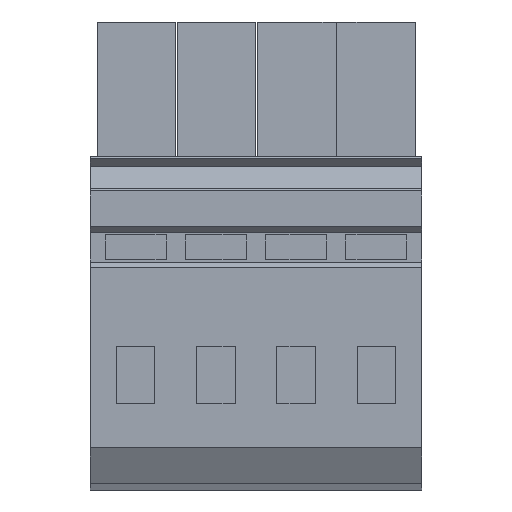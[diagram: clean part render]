
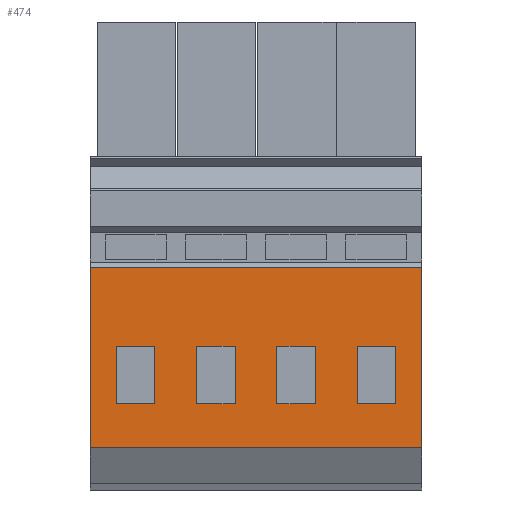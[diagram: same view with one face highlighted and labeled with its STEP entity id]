
A CAD part, front view. The second image highlights one B-rep face of the part: STEP entity #474.
In plain terms, the highlighted planar face has unit normal (0, -1, 0).
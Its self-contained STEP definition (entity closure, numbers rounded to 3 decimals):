
#474=ADVANCED_FACE('',(#1304,#1305,#1306,#1307,#1308),#1309,.T.);
#1304=FACE_BOUND('',#2505,.T.);
#1305=FACE_BOUND('',#2506,.T.);
#1306=FACE_BOUND('',#2507,.T.);
#1307=FACE_BOUND('',#2508,.T.);
#1308=FACE_OUTER_BOUND('',#2509,.T.);
#1309=PLANE('',#2510);
#2505=EDGE_LOOP('',(#3953,#3954,#3955,#3956));
#2506=EDGE_LOOP('',(#3957,#3958,#3959,#3960));
#2507=EDGE_LOOP('',(#3961,#3962,#3963,#3964));
#2508=EDGE_LOOP('',(#3965,#3966,#3967,#3968));
#2509=EDGE_LOOP('',(#3969,#3970,#3971,#3972));
#2510=AXIS2_PLACEMENT_3D('',#3973,#3974,#3975);
#3953=ORIENTED_EDGE('',*,*,#7582,.F.);
#3954=ORIENTED_EDGE('',*,*,#7583,.F.);
#3955=ORIENTED_EDGE('',*,*,#7584,.F.);
#3956=ORIENTED_EDGE('',*,*,#7585,.F.);
#3957=ORIENTED_EDGE('',*,*,#7586,.F.);
#3958=ORIENTED_EDGE('',*,*,#7523,.F.);
#3959=ORIENTED_EDGE('',*,*,#7587,.F.);
#3960=ORIENTED_EDGE('',*,*,#7588,.F.);
#3961=ORIENTED_EDGE('',*,*,#7589,.F.);
#3962=ORIENTED_EDGE('',*,*,#7590,.F.);
#3963=ORIENTED_EDGE('',*,*,#7533,.F.);
#3964=ORIENTED_EDGE('',*,*,#7591,.F.);
#3965=ORIENTED_EDGE('',*,*,#7592,.F.);
#3966=ORIENTED_EDGE('',*,*,#7593,.F.);
#3967=ORIENTED_EDGE('',*,*,#7594,.F.);
#3968=ORIENTED_EDGE('',*,*,#7595,.F.);
#3969=ORIENTED_EDGE('',*,*,#7596,.F.);
#3970=ORIENTED_EDGE('',*,*,#7597,.T.);
#3971=ORIENTED_EDGE('',*,*,#7598,.T.);
#3972=ORIENTED_EDGE('',*,*,#7599,.F.);
#3973=CARTESIAN_POINT('',(0.,0.,6.25));
#3974=DIRECTION('',(0.0,-1.0,0.));
#3975=DIRECTION('',(0.0,0.,1.0));
#7523=EDGE_CURVE('',#9055,#9050,#9057,.T.);
#7533=EDGE_CURVE('',#9073,#9068,#9075,.T.);
#7582=EDGE_CURVE('',#9146,#9147,#9148,.T.);
#7583=EDGE_CURVE('',#9149,#9146,#9150,.T.);
#7584=EDGE_CURVE('',#9151,#9149,#9152,.T.);
#7585=EDGE_CURVE('',#9147,#9151,#9153,.T.);
#7586=EDGE_CURVE('',#9050,#9154,#9155,.T.);
#7587=EDGE_CURVE('',#9156,#9055,#9157,.T.);
#7588=EDGE_CURVE('',#9154,#9156,#9158,.T.);
#7589=EDGE_CURVE('',#9159,#9160,#9161,.T.);
#7590=EDGE_CURVE('',#9068,#9159,#9162,.T.);
#7591=EDGE_CURVE('',#9160,#9073,#9163,.T.);
#7592=EDGE_CURVE('',#9164,#9165,#9166,.T.);
#7593=EDGE_CURVE('',#9167,#9164,#9168,.T.);
#7594=EDGE_CURVE('',#9169,#9167,#9170,.T.);
#7595=EDGE_CURVE('',#9165,#9169,#9171,.T.);
#7596=EDGE_CURVE('',#9172,#9173,#9174,.T.);
#7597=EDGE_CURVE('',#9172,#9175,#9176,.T.);
#7598=EDGE_CURVE('',#9175,#9177,#9178,.T.);
#7599=EDGE_CURVE('',#9173,#9177,#9179,.T.);
#9050=VERTEX_POINT('',#11350);
#9055=VERTEX_POINT('',#11357);
#9057=LINE('',#11360,#11361);
#9068=VERTEX_POINT('',#11376);
#9073=VERTEX_POINT('',#11383);
#9075=LINE('',#11386,#11387);
#9146=VERTEX_POINT('',#11488);
#9147=VERTEX_POINT('',#11489);
#9148=LINE('',#11490,#11491);
#9149=VERTEX_POINT('',#11492);
#9150=LINE('',#11493,#11494);
#9151=VERTEX_POINT('',#11495);
#9152=LINE('',#11496,#11497);
#9153=LINE('',#11498,#11499);
#9154=VERTEX_POINT('',#11500);
#9155=LINE('',#11501,#11502);
#9156=VERTEX_POINT('',#11503);
#9157=LINE('',#11504,#11505);
#9158=LINE('',#11506,#11507);
#9159=VERTEX_POINT('',#11508);
#9160=VERTEX_POINT('',#11509);
#9161=LINE('',#11510,#11511);
#9162=LINE('',#11512,#11513);
#9163=LINE('',#11514,#11515);
#9164=VERTEX_POINT('',#11516);
#9165=VERTEX_POINT('',#11517);
#9166=LINE('',#11518,#11519);
#9167=VERTEX_POINT('',#11520);
#9168=LINE('',#11521,#11522);
#9169=VERTEX_POINT('',#11523);
#9170=LINE('',#11524,#11525);
#9171=LINE('',#11526,#11527);
#9172=VERTEX_POINT('',#11528);
#9173=VERTEX_POINT('',#11529);
#9174=LINE('',#11530,#11531);
#9175=VERTEX_POINT('',#11532);
#9176=LINE('',#11533,#11534);
#9177=VERTEX_POINT('',#11535);
#9178=LINE('',#11536,#11537);
#9179=LINE('',#11538,#11539);
#11350=CARTESIAN_POINT('',(21.5,0.,21.331));
#11357=CARTESIAN_POINT('',(21.5,0.,12.786));
#11360=CARTESIAN_POINT('',(21.5,0.,44.528));
#11361=VECTOR('',#14435,1.0);
#11376=CARTESIAN_POINT('',(33.4,0.,12.786));
#11383=CARTESIAN_POINT('',(27.7,0.,12.786));
#11386=CARTESIAN_POINT('',(0.,0.,12.786));
#11387=VECTOR('',#14443,1.0);
#11488=CARTESIAN_POINT('',(3.9,0.,21.331));
#11489=CARTESIAN_POINT('',(3.9,0.,12.786));
#11490=CARTESIAN_POINT('',(3.9,0.,44.528));
#11491=VECTOR('',#14489,1.0);
#11492=CARTESIAN_POINT('',(9.6,0.,21.331));
#11493=CARTESIAN_POINT('',(0.,0.,21.331));
#11494=VECTOR('',#14490,1.0);
#11495=CARTESIAN_POINT('',(9.6,0.,12.786));
#11496=CARTESIAN_POINT('',(9.6,0.,44.528));
#11497=VECTOR('',#14491,1.0);
#11498=CARTESIAN_POINT('',(0.,0.,12.786));
#11499=VECTOR('',#14492,1.0);
#11500=CARTESIAN_POINT('',(15.8,0.,21.331));
#11501=CARTESIAN_POINT('',(0.,0.,21.331));
#11502=VECTOR('',#14493,1.0);
#11503=CARTESIAN_POINT('',(15.8,0.,12.786));
#11504=CARTESIAN_POINT('',(0.,0.,12.786));
#11505=VECTOR('',#14494,1.0);
#11506=CARTESIAN_POINT('',(15.8,0.,44.528));
#11507=VECTOR('',#14495,1.0);
#11508=CARTESIAN_POINT('',(33.4,0.,21.331));
#11509=CARTESIAN_POINT('',(27.7,0.,21.331));
#11510=CARTESIAN_POINT('',(0.,0.,21.331));
#11511=VECTOR('',#14496,1.0);
#11512=CARTESIAN_POINT('',(33.4,0.,44.528));
#11513=VECTOR('',#14497,1.0);
#11514=CARTESIAN_POINT('',(27.7,0.,44.528));
#11515=VECTOR('',#14498,1.0);
#11516=CARTESIAN_POINT('',(39.6,0.,12.786));
#11517=CARTESIAN_POINT('',(45.3,0.,12.786));
#11518=CARTESIAN_POINT('',(0.,0.,12.786));
#11519=VECTOR('',#14499,1.0);
#11520=CARTESIAN_POINT('',(39.6,0.,21.331));
#11521=CARTESIAN_POINT('',(39.6,0.,44.528));
#11522=VECTOR('',#14500,1.0);
#11523=CARTESIAN_POINT('',(45.3,0.,21.331));
#11524=CARTESIAN_POINT('',(0.,0.,21.331));
#11525=VECTOR('',#14501,1.0);
#11526=CARTESIAN_POINT('',(45.3,0.,44.528));
#11527=VECTOR('',#14502,1.0);
#11528=CARTESIAN_POINT('',(0.,0.,6.25));
#11529=CARTESIAN_POINT('',(0.,0.,33.));
#11530=CARTESIAN_POINT('',(0.,0.,44.528));
#11531=VECTOR('',#14503,1.0);
#11532=CARTESIAN_POINT('',(49.2,0.,6.25));
#11533=CARTESIAN_POINT('',(0.,0.,6.25));
#11534=VECTOR('',#14504,1.0);
#11535=CARTESIAN_POINT('',(49.2,0.,33.));
#11536=CARTESIAN_POINT('',(49.2,0.,44.528));
#11537=VECTOR('',#14505,1.0);
#11538=CARTESIAN_POINT('',(0.,0.,33.));
#11539=VECTOR('',#14506,1.0);
#14435=DIRECTION('',(0.,0.,1.0));
#14443=DIRECTION('',(1.0,0.,0.));
#14489=DIRECTION('',(0.,0.,-1.0));
#14490=DIRECTION('',(-1.0,0.0,0.0));
#14491=DIRECTION('',(0.,0.,1.0));
#14492=DIRECTION('',(1.0,0.,0.));
#14493=DIRECTION('',(-1.0,0.0,0.0));
#14494=DIRECTION('',(1.0,0.,0.));
#14495=DIRECTION('',(0.,0.,-1.0));
#14496=DIRECTION('',(-1.0,0.0,0.0));
#14497=DIRECTION('',(0.,0.,1.0));
#14498=DIRECTION('',(0.,0.,-1.0));
#14499=DIRECTION('',(1.0,0.,0.));
#14500=DIRECTION('',(0.,0.,-1.0));
#14501=DIRECTION('',(-1.0,0.0,0.0));
#14502=DIRECTION('',(0.,0.,1.0));
#14503=DIRECTION('',(0.0,0.,1.0));
#14504=DIRECTION('',(1.0,0.0,0.0));
#14505=DIRECTION('',(0.0,0.,1.0));
#14506=DIRECTION('',(1.0,0.0,0.0));
